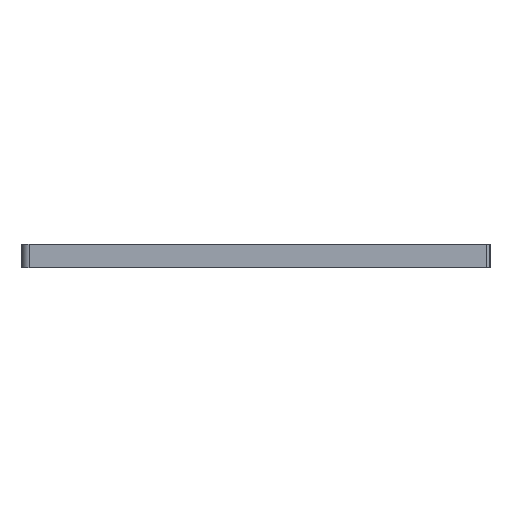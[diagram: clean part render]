
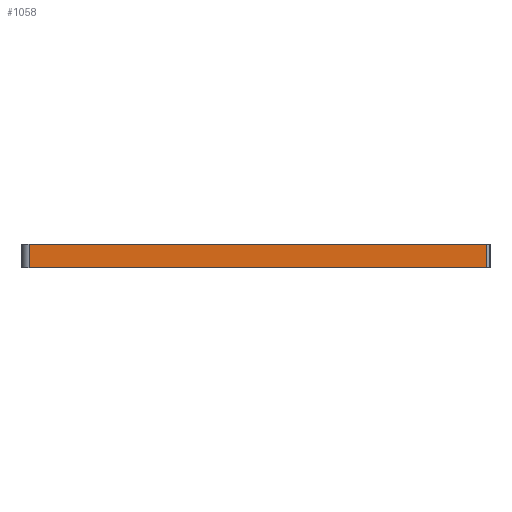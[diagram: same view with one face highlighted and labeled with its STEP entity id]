
A CAD part, left-side view. The second image highlights one B-rep face of the part: STEP entity #1058.
In plain terms, the highlighted planar face has unit normal (-1, 0, 0).
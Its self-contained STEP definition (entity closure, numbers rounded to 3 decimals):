
#22 = DIRECTION ( 'NONE',  ( 0., 0., 1. ) ) ;
#119 = ORIENTED_EDGE ( 'NONE', *, *, #327, .F. ) ;
#143 = ORIENTED_EDGE ( 'NONE', *, *, #1222, .T. ) ;
#161 = VERTEX_POINT ( 'NONE', #1286 ) ;
#225 = EDGE_CURVE ( 'NONE', #161, #551, #1319, .T. ) ;
#276 = LINE ( 'NONE', #812, #1985 ) ;
#327 = EDGE_CURVE ( 'NONE', #1228, #551, #544, .T. ) ;
#361 = VERTEX_POINT ( 'NONE', #1501 ) ;
#364 = CARTESIAN_POINT ( 'NONE',  ( -41., 46.7, 1.2 ) ) ;
#416 = ORIENTED_EDGE ( 'NONE', *, *, #225, .T. ) ;
#491 = DIRECTION ( 'NONE',  ( 0., -1., 0. ) ) ;
#544 = LINE ( 'NONE', #1010, #1447 ) ;
#551 = VERTEX_POINT ( 'NONE', #2042 ) ;
#597 = AXIS2_PLACEMENT_3D ( 'NONE', #1085, #633, #1280 ) ;
#633 = DIRECTION ( 'NONE',  ( 1., 0., 0. ) ) ;
#724 = LINE ( 'NONE', #364, #1037 ) ;
#741 = EDGE_CURVE ( 'NONE', #1228, #361, #724, .T. ) ;
#812 = CARTESIAN_POINT ( 'NONE',  ( -41., 0., 0. ) ) ;
#1010 = CARTESIAN_POINT ( 'NONE',  ( -41., 0., 3.2 ) ) ;
#1037 = VECTOR ( 'NONE', #1493, 1000. ) ;
#1058 = ADVANCED_FACE ( 'NONE', ( #2115 ), #1581, .F. ) ;
#1085 = CARTESIAN_POINT ( 'NONE',  ( -41., 0., 1.2 ) ) ;
#1095 = ORIENTED_EDGE ( 'NONE', *, *, #741, .T. ) ;
#1116 = VECTOR ( 'NONE', #22, 1000. ) ;
#1136 = CARTESIAN_POINT ( 'NONE',  ( -41., -16.8, 1.2 ) ) ;
#1187 = DIRECTION ( 'NONE',  ( 0., -1., 0. ) ) ;
#1222 = EDGE_CURVE ( 'NONE', #361, #161, #276, .T. ) ;
#1228 = VERTEX_POINT ( 'NONE', #1964 ) ;
#1280 = DIRECTION ( 'NONE',  ( 0., 1., 0. ) ) ;
#1286 = CARTESIAN_POINT ( 'NONE',  ( -41., -16.8, 0. ) ) ;
#1319 = LINE ( 'NONE', #1136, #1116 ) ;
#1447 = VECTOR ( 'NONE', #1187, 1000. ) ;
#1493 = DIRECTION ( 'NONE',  ( 0., 0., -1. ) ) ;
#1501 = CARTESIAN_POINT ( 'NONE',  ( -41., 46.7, 0. ) ) ;
#1581 = PLANE ( 'NONE',  #597 ) ;
#1964 = CARTESIAN_POINT ( 'NONE',  ( -41., 46.7, 3.2 ) ) ;
#1985 = VECTOR ( 'NONE', #491, 1000. ) ;
#2022 = EDGE_LOOP ( 'NONE', ( #143, #416, #119, #1095 ) ) ;
#2042 = CARTESIAN_POINT ( 'NONE',  ( -41., -16.8, 3.2 ) ) ;
#2115 = FACE_OUTER_BOUND ( 'NONE', #2022, .T. ) ;
